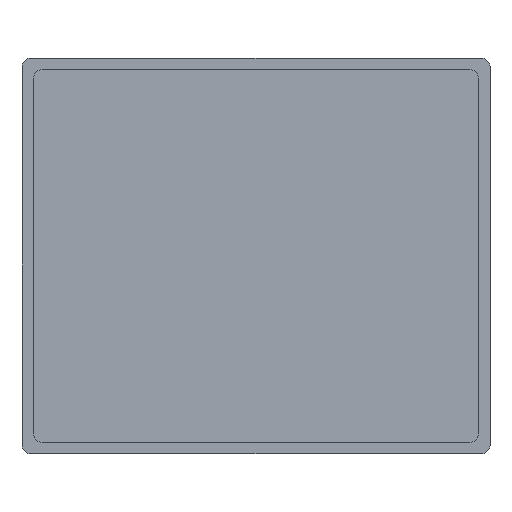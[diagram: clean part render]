
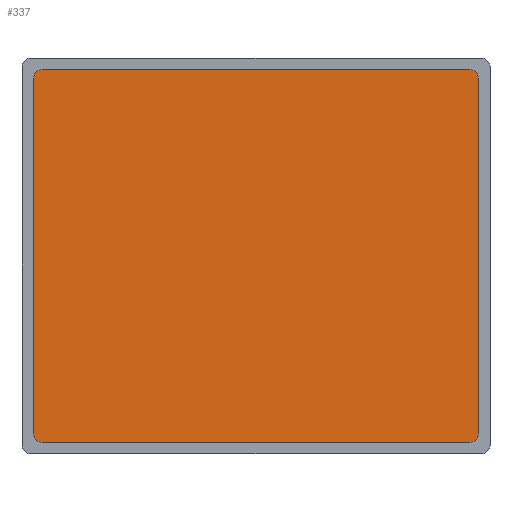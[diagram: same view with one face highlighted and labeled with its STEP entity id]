
A CAD part, top view. The second image highlights one B-rep face of the part: STEP entity #337.
In plain terms, the highlighted planar face has unit normal (0, 0, 1).
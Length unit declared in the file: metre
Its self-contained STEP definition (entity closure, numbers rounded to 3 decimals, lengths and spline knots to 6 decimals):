
#32=CIRCLE('',#382,0.0006);
#33=CIRCLE('',#383,0.0006);
#34=CIRCLE('',#384,0.0006);
#35=CIRCLE('',#385,0.0006);
#92=ORIENTED_EDGE('',*,*,#171,.T.);
#93=ORIENTED_EDGE('',*,*,#176,.T.);
#94=ORIENTED_EDGE('',*,*,#173,.T.);
#95=ORIENTED_EDGE('',*,*,#177,.T.);
#96=ORIENTED_EDGE('',*,*,#164,.T.);
#97=ORIENTED_EDGE('',*,*,#178,.T.);
#98=ORIENTED_EDGE('',*,*,#168,.T.);
#99=ORIENTED_EDGE('',*,*,#179,.T.);
#164=EDGE_CURVE('',#204,#205,#232,.T.);
#168=EDGE_CURVE('',#207,#206,#236,.T.);
#171=EDGE_CURVE('',#209,#208,#239,.T.);
#173=EDGE_CURVE('',#210,#211,#241,.T.);
#176=EDGE_CURVE('',#208,#210,#32,.T.);
#177=EDGE_CURVE('',#211,#204,#33,.T.);
#178=EDGE_CURVE('',#205,#207,#34,.T.);
#179=EDGE_CURVE('',#206,#209,#35,.T.);
#204=VERTEX_POINT('',#563);
#205=VERTEX_POINT('',#564);
#206=VERTEX_POINT('',#569);
#207=VERTEX_POINT('',#571);
#208=VERTEX_POINT('',#575);
#209=VERTEX_POINT('',#577);
#210=VERTEX_POINT('',#581);
#211=VERTEX_POINT('',#582);
#232=LINE('',#562,#264);
#236=LINE('',#570,#268);
#239=LINE('',#576,#271);
#241=LINE('',#580,#273);
#264=VECTOR('',#454,1.);
#268=VECTOR('',#460,1.);
#271=VECTOR('',#465,1.);
#273=VECTOR('',#469,1.);
#287=EDGE_LOOP('',(#92,#93,#94,#95,#96,#97,#98,#99));
#307=FACE_BOUND('',#287,.T.);
#326=PLANE('',#381);
#337=ADVANCED_FACE('',(#307),#326,.T.);
#381=AXIS2_PLACEMENT_3D('',#585,#472,#473);
#382=AXIS2_PLACEMENT_3D('',#586,#474,#475);
#383=AXIS2_PLACEMENT_3D('',#587,#476,#477);
#384=AXIS2_PLACEMENT_3D('',#588,#478,#479);
#385=AXIS2_PLACEMENT_3D('',#589,#480,#481);
#454=DIRECTION('',(-1.,0.,0.));
#460=DIRECTION('',(0.,-1.,0.));
#465=DIRECTION('',(1.,0.,0.));
#469=DIRECTION('',(0.,1.,0.));
#472=DIRECTION('',(0.,0.,1.));
#473=DIRECTION('',(1.,0.,0.));
#474=DIRECTION('',(0.,0.,1.));
#475=DIRECTION('',(1.,0.,0.));
#476=DIRECTION('',(0.,0.,1.));
#477=DIRECTION('',(1.,0.,0.));
#478=DIRECTION('',(0.,0.,1.));
#479=DIRECTION('',(1.,0.,0.));
#480=DIRECTION('',(0.,0.,1.));
#481=DIRECTION('',(1.,0.,0.));
#562=CARTESIAN_POINT('',(-0.015705,0.030393,0.0016));
#563=CARTESIAN_POINT('',(-0.000905,0.030393,0.0016));
#564=CARTESIAN_POINT('',(-0.030505,0.030393,0.0016));
#569=CARTESIAN_POINT('',(-0.031105,0.005193,0.0016));
#570=CARTESIAN_POINT('',(-0.031105,0.017493,0.0016));
#571=CARTESIAN_POINT('',(-0.031105,0.029793,0.0016));
#575=CARTESIAN_POINT('',(-0.000905,0.004593,0.0016));
#576=CARTESIAN_POINT('',(-0.015705,0.004593,0.0016));
#577=CARTESIAN_POINT('',(-0.030505,0.004593,0.0016));
#580=CARTESIAN_POINT('',(-0.000305,0.017493,0.0016));
#581=CARTESIAN_POINT('',(-0.000305,0.005193,0.0016));
#582=CARTESIAN_POINT('',(-0.000305,0.029793,0.0016));
#585=CARTESIAN_POINT('',(-0.015705,0.017493,0.0016));
#586=CARTESIAN_POINT('',(-0.000905,0.005193,0.0016));
#587=CARTESIAN_POINT('',(-0.000905,0.029793,0.0016));
#588=CARTESIAN_POINT('',(-0.030505,0.029793,0.0016));
#589=CARTESIAN_POINT('',(-0.030505,0.005193,0.0016));
